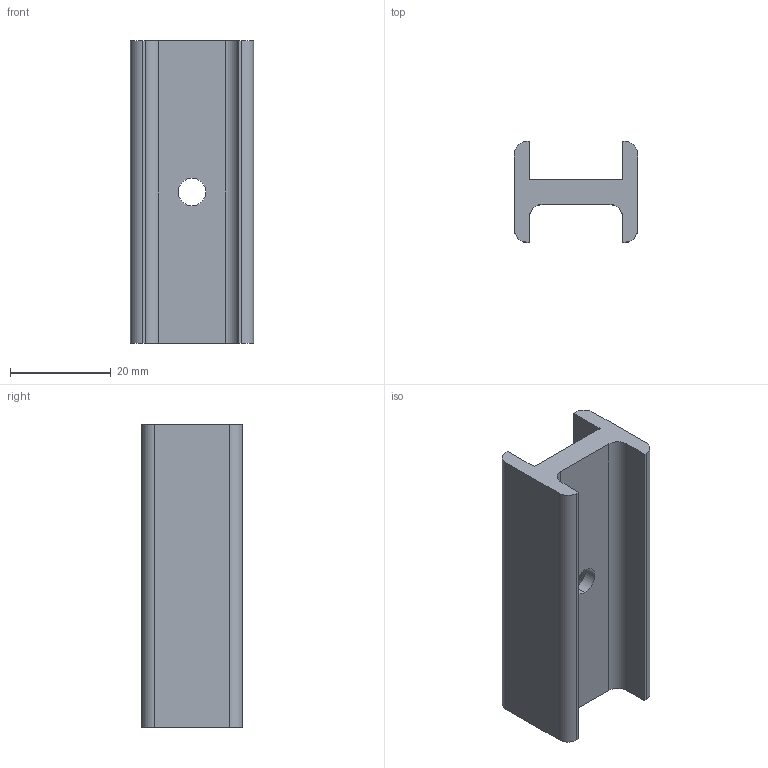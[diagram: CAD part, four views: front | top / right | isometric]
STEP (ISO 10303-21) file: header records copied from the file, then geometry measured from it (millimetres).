
FILE_DESCRIPTION (( 'STEP AP203' ), '1' );
FILE_NAME ('084.532.001.STEP', '2013-01-28T10:57:56', ( 'Alusic' ), ( 'Alusic' ), 'SwSTEP 2.0', 'SolidWorks 2011', '' );
FILE_SCHEMA (( 'CONFIG_CONTROL_DESIGN' ));
Length unit declared in the file: millimetre
Products named in the file (1): 084.532.001
Bounding box: 24.5 x 20 x 60 mm (x, y, z)
Volume: 12403 mm3; surface area: 7195.2 mm2
Topology: 1 solids, 1 shells, 24 faces, 64 edges, 42 vertices
Faces by surface type: plane 14, cylinder 8, cone 2
Entity records: 831 total; most frequent: DIRECTION 132, CARTESIAN_POINT 131, ORIENTED_EDGE 128, EDGE_CURVE 64, LINE 46, VECTOR 46, AXIS2_PLACEMENT_3D 43, VERTEX_POINT 42
